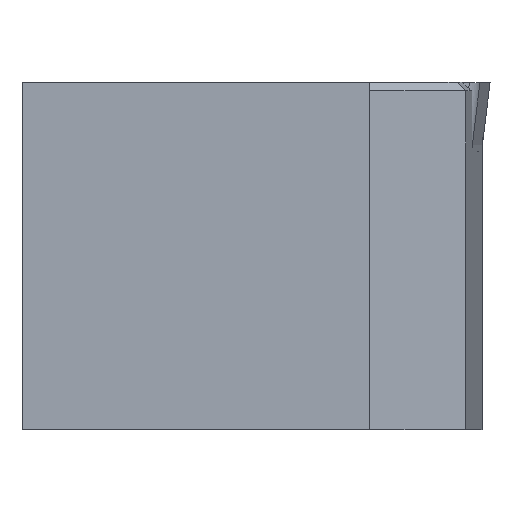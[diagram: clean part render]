
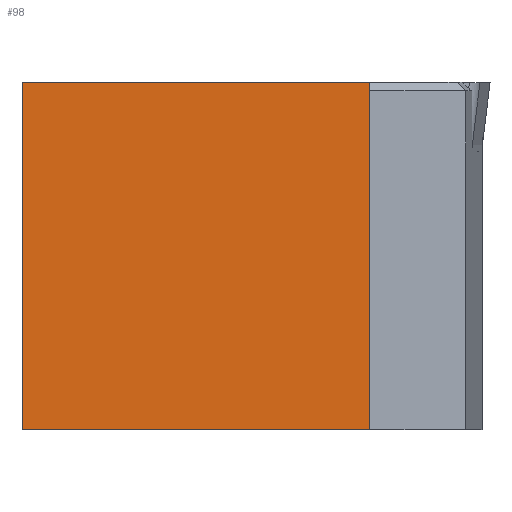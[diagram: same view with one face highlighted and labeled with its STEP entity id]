
A CAD part, front view. The second image highlights one B-rep face of the part: STEP entity #98.
In plain terms, the highlighted planar face has unit normal (0, -1, 0).
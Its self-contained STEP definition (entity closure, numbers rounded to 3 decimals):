
#98=ADVANCED_FACE('',(#147),#127,.T.);
#127=PLANE('',#538);
#147=FACE_OUTER_BOUND('',#171,.T.);
#171=EDGE_LOOP('',(#221,#222,#223,#224));
#221=ORIENTED_EDGE('',*,*,#396,.T.);
#222=ORIENTED_EDGE('',*,*,#400,.F.);
#223=ORIENTED_EDGE('',*,*,#401,.F.);
#224=ORIENTED_EDGE('',*,*,#402,.T.);
#351=VERTEX_POINT('',#712);
#352=VERTEX_POINT('',#714);
#355=VERTEX_POINT('',#722);
#356=VERTEX_POINT('',#724);
#396=EDGE_CURVE('',#352,#351,#463,.T.);
#400=EDGE_CURVE('',#355,#351,#467,.T.);
#401=EDGE_CURVE('',#356,#355,#468,.T.);
#402=EDGE_CURVE('',#356,#352,#469,.T.);
#463=LINE('',#713,#506);
#467=LINE('',#721,#510);
#468=LINE('',#723,#511);
#469=LINE('',#725,#512);
#506=VECTOR('',#589,1.);
#510=VECTOR('',#595,1.);
#511=VECTOR('',#596,1.);
#512=VECTOR('',#597,1.);
#538=AXIS2_PLACEMENT_3D('',#726,#598,#599);
#589=DIRECTION('',(-1.,0.,0.));
#595=DIRECTION('',(0.,0.,1.));
#596=DIRECTION('',(-1.,0.,0.));
#597=DIRECTION('',(0.,0.,1.));
#598=DIRECTION('',(0.,-1.,0.));
#599=DIRECTION('',(0.,0.,-1.));
#712=CARTESIAN_POINT('',(-16.19,-81.493,0.02));
#713=CARTESIAN_POINT('',(-4.19,-81.493,0.02));
#714=CARTESIAN_POINT('',(-4.19,-81.493,0.02));
#721=CARTESIAN_POINT('',(-16.19,-81.493,-11.98));
#722=CARTESIAN_POINT('',(-16.19,-81.493,-11.98));
#723=CARTESIAN_POINT('',(-4.19,-81.493,-11.98));
#724=CARTESIAN_POINT('',(-4.19,-81.493,-11.98));
#725=CARTESIAN_POINT('',(-4.19,-81.493,-11.98));
#726=CARTESIAN_POINT('',(-4.19,-81.493,-11.98));
